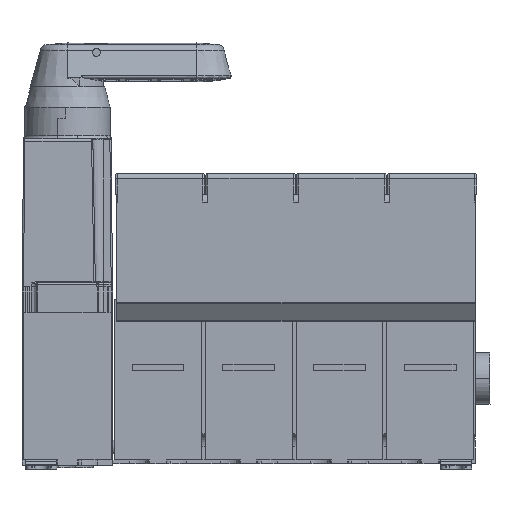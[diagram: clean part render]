
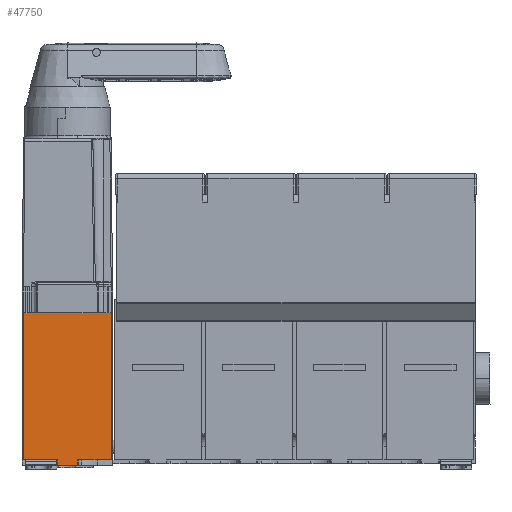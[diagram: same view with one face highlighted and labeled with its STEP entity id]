
A CAD part, left-side view. The second image highlights one B-rep face of the part: STEP entity #47750.
In plain terms, the highlighted planar face has unit normal (-1, 0, 0).
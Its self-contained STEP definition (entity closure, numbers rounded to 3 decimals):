
#324=DIRECTION('',(0.,-1.,0.));
#325=VECTOR('',#324,7.9);
#326=CARTESIAN_POINT('',(-50.,3.95,1.));
#327=LINE('',#326,#325);
#1117=DIRECTION('',(0.,0.,1.));
#1118=VECTOR('',#1117,56.8);
#1119=CARTESIAN_POINT('',(-50.,-17.,3.));
#1120=LINE('',#1119,#1118);
#1343=DIRECTION('',(0.,-1.,0.));
#1344=VECTOR('',#1343,34.);
#1345=CARTESIAN_POINT('',(-50.,17.,59.8));
#1346=LINE('',#1345,#1344);
#1347=DIRECTION('',(0.,0.,1.));
#1348=VECTOR('',#1347,56.8);
#1349=CARTESIAN_POINT('',(-50.,17.,3.));
#1350=LINE('',#1349,#1348);
#1379=DIRECTION('',(0.,-1.,0.));
#1380=VECTOR('',#1379,13.05);
#1381=CARTESIAN_POINT('',(-50.,-3.95,3.));
#1382=LINE('',#1381,#1380);
#1431=DIRECTION('',(0.,0.,1.));
#1432=VECTOR('',#1431,2.);
#1433=CARTESIAN_POINT('',(-50.,-3.95,1.));
#1434=LINE('',#1433,#1432);
#1443=DIRECTION('',(0.,0.,-1.));
#1444=VECTOR('',#1443,2.);
#1445=CARTESIAN_POINT('',(-50.,3.95,3.));
#1446=LINE('',#1445,#1444);
#1618=DIRECTION('',(0.,-1.,0.));
#1619=VECTOR('',#1618,13.05);
#1620=CARTESIAN_POINT('',(-50.,17.,3.));
#1621=LINE('',#1620,#1619);
#38209=CARTESIAN_POINT('',(-50.,3.95,1.));
#38210=VERTEX_POINT('',#38209);
#38211=CARTESIAN_POINT('',(-50.,-3.95,1.));
#38212=VERTEX_POINT('',#38211);
#39280=CARTESIAN_POINT('',(-50.,-17.,3.));
#39281=VERTEX_POINT('',#39280);
#39298=CARTESIAN_POINT('',(-50.,-3.95,3.));
#39299=VERTEX_POINT('',#39298);
#39300=CARTESIAN_POINT('',(-50.,3.95,3.));
#39301=VERTEX_POINT('',#39300);
#39302=CARTESIAN_POINT('',(-50.,17.,3.));
#39303=VERTEX_POINT('',#39302);
#45826=CARTESIAN_POINT('',(-50.,-17.,59.8));
#45828=VERTEX_POINT('',#45826);
#45829=CARTESIAN_POINT('',(-50.,17.,59.8));
#45830=VERTEX_POINT('',#45829);
#47730=CARTESIAN_POINT('',(-50.,0.,17.75));
#47731=DIRECTION('',(1.,0.,0.));
#47732=DIRECTION('',(0.,0.,1.));
#47733=AXIS2_PLACEMENT_3D('',#47730,#47731,#47732);
#47734=PLANE('',#47733);
#47735=ORIENTED_EDGE('',*,*,#47660,.T.);
#47736=ORIENTED_EDGE('',*,*,#47642,.F.);
#47738=ORIENTED_EDGE('',*,*,#47737,.F.);
#47740=ORIENTED_EDGE('',*,*,#47739,.F.);
#47741=ORIENTED_EDGE('',*,*,#46878,.F.);
#47743=ORIENTED_EDGE('',*,*,#47742,.F.);
#47745=ORIENTED_EDGE('',*,*,#47744,.F.);
#47747=ORIENTED_EDGE('',*,*,#47746,.T.);
#47748=EDGE_LOOP('',(#47735,#47736,#47738,#47740,#47741,#47743,#47745,#47747));
#47749=FACE_OUTER_BOUND('',#47748,.F.);
#46878=EDGE_CURVE('',#38210,#38212,#327,.T.);
#47642=EDGE_CURVE('',#39281,#45828,#1120,.T.);
#47660=EDGE_CURVE('',#45830,#45828,#1346,.T.);
#47737=EDGE_CURVE('',#39299,#39281,#1382,.T.);
#47739=EDGE_CURVE('',#38212,#39299,#1434,.T.);
#47742=EDGE_CURVE('',#39301,#38210,#1446,.T.);
#47744=EDGE_CURVE('',#39303,#39301,#1621,.T.);
#47746=EDGE_CURVE('',#39303,#45830,#1350,.T.);
#47750=ADVANCED_FACE('',(#47749),#47734,.F.);
